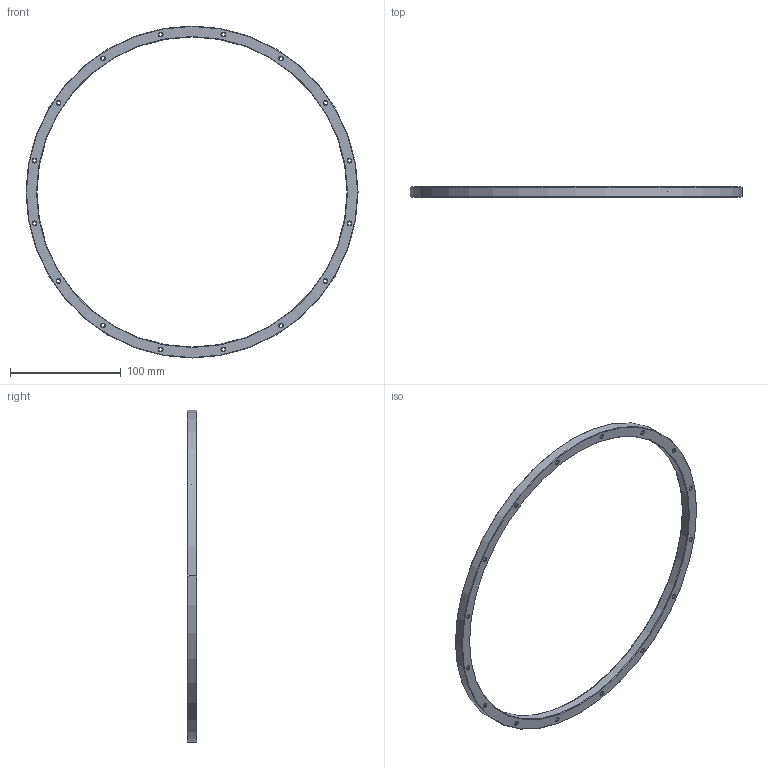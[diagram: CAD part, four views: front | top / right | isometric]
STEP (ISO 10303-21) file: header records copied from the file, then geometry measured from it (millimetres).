
FILE_DESCRIPTION((''),'2;1');
FILE_NAME('1258849-01-Z01','2021-05-06T13:08:27',('AT10150'),(''),'CREO PARAMETRIC BY PTC INC, 2019164','CREO PARAMETRIC BY PTC INC, 2019164','');
FILE_SCHEMA(('AUTOMOTIVE_DESIGN { 1 0 10303 214 1 1 1 1 }'));
Length unit declared in the file: millimetre
Products named in the file (1): 1258849-01-Z01
Bounding box: 299.81 x 9 x 299.81 mm (x, y, z)
Volume: 77926.2 mm3; surface area: 35204.5 mm2
Topology: 1 solids, 1 shells, 193 faces, 673 edges, 497 vertices
Faces by surface type: cone 105, cylinder 68, plane 20
Entity records: 9117 total; most frequent: DIRECTION 1344, CARTESIAN_POINT 1151, ORIENTED_EDGE 906, PRESENTATION_STYLE_ASSIGNMENT 673, STYLED_ITEM 673, CURVE_STYLE 672, AXIS2_PLACEMENT_3D 480, EDGE_CURVE 453
